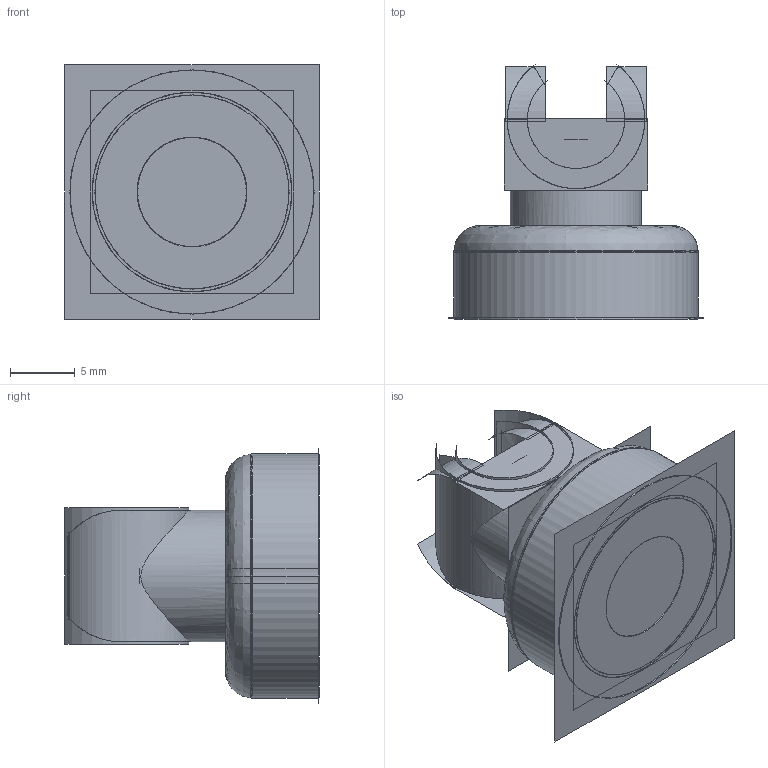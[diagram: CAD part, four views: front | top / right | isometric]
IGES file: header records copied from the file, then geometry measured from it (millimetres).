
Start section:  PTC IGES file: 222206.igs
Global section: file name: 222206.igs; native system: Creo Parametric by PTC Inc.; preprocessor: 2019292; author: PDMAdmin; organization: Unknown; date: 20210330.115445; units: millimetre
Bounding box: 19.55 x 19.62 x 19.56 mm (x, y, z)
Volume: 2310.5 mm3; surface area: 14155.1 mm2
Topology: 2 solids, 4 shells, 326 faces, 2285 edges, 3276 vertices
Faces by surface type: revolution 224, bspline 102
